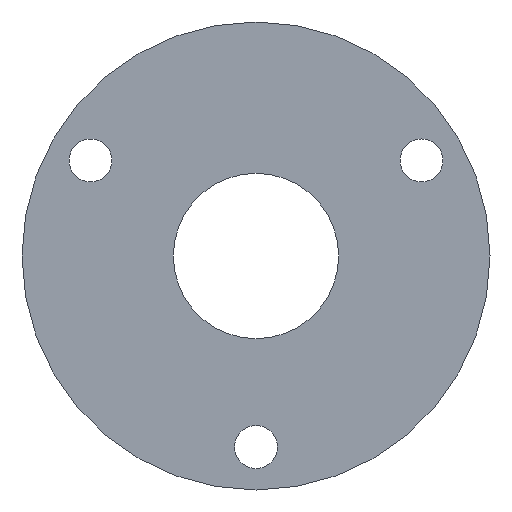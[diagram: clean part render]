
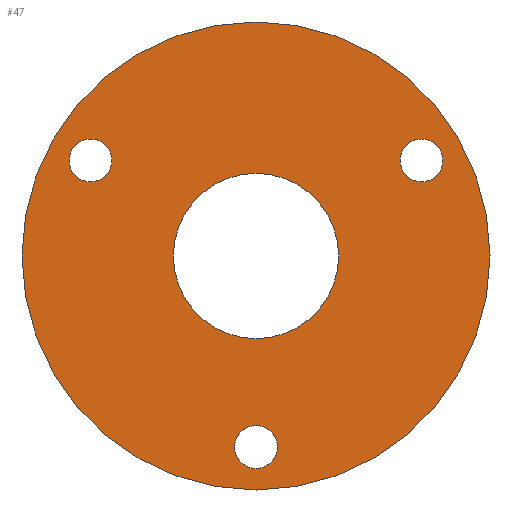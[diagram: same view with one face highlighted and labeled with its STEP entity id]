
A CAD part, front view. The second image highlights one B-rep face of the part: STEP entity #47.
In plain terms, the highlighted planar face has unit normal (0, -1, 0).
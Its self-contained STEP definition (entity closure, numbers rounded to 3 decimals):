
#2 = DIRECTION ( 'NONE',  ( 0., 1., 0. ) ) ;
#5 = EDGE_CURVE ( 'NONE', #252, #175, #228, .T. ) ;
#8 = DIRECTION ( 'NONE',  ( 0., 0., 1. ) ) ;
#10 = AXIS2_PLACEMENT_3D ( 'NONE', #34, #327, #186 ) ;
#12 = DIRECTION ( 'NONE',  ( 0., 0., 1. ) ) ;
#15 = EDGE_LOOP ( 'NONE', ( #19, #145 ) ) ;
#17 = AXIS2_PLACEMENT_3D ( 'NONE', #291, #157, #226 ) ;
#19 = ORIENTED_EDGE ( 'NONE', *, *, #36, .F. ) ;
#24 = EDGE_LOOP ( 'NONE', ( #182, #381 ) ) ;
#25 = EDGE_CURVE ( 'NONE', #363, #148, #209, .T. ) ;
#30 = EDGE_LOOP ( 'NONE', ( #310, #384 ) ) ;
#32 = EDGE_LOOP ( 'NONE', ( #97, #466 ) ) ;
#34 = CARTESIAN_POINT ( 'NONE',  ( 42.435, 0., 24.5 ) ) ;
#36 = EDGE_CURVE ( 'NONE', #326, #247, #377, .T. ) ;
#43 = CARTESIAN_POINT ( 'NONE',  ( 0., 0., 0. ) ) ;
#45 = CARTESIAN_POINT ( 'NONE',  ( -42.435, 0., 30. ) ) ;
#47 = ADVANCED_FACE ( 'NONE', ( #331, #236, #395, #163, #368 ), #301, .F. ) ;
#54 = EDGE_CURVE ( 'NONE', #459, #90, #253, .T. ) ;
#58 = VERTEX_POINT ( 'NONE', #197 ) ;
#65 = CIRCLE ( 'NONE', #332, 21.2 ) ;
#72 = CARTESIAN_POINT ( 'NONE',  ( 0., 0., 0. ) ) ;
#77 = DIRECTION ( 'NONE',  ( 0., 1., 0. ) ) ;
#90 = VERTEX_POINT ( 'NONE', #45 ) ;
#95 = EDGE_CURVE ( 'NONE', #90, #459, #399, .T. ) ;
#97 = ORIENTED_EDGE ( 'NONE', *, *, #95, .T. ) ;
#98 = CIRCLE ( 'NONE', #231, 5.5 ) ;
#102 = VERTEX_POINT ( 'NONE', #403 ) ;
#103 = CIRCLE ( 'NONE', #17, 60. ) ;
#123 = DIRECTION ( 'NONE',  ( 0., 1., 0. ) ) ;
#126 = DIRECTION ( 'NONE',  ( 0., 1., 0. ) ) ;
#130 = AXIS2_PLACEMENT_3D ( 'NONE', #303, #271, #290 ) ;
#138 = AXIS2_PLACEMENT_3D ( 'NONE', #43, #2, #296 ) ;
#139 = CARTESIAN_POINT ( 'NONE',  ( 0., 0., -54.5 ) ) ;
#145 = ORIENTED_EDGE ( 'NONE', *, *, #219, .F. ) ;
#148 = VERTEX_POINT ( 'NONE', #139 ) ;
#157 = DIRECTION ( 'NONE',  ( 0., 1., 0. ) ) ;
#161 = DIRECTION ( 'NONE',  ( 0., 0., 1. ) ) ;
#163 = FACE_BOUND ( 'NONE', #30, .T. ) ;
#175 = VERTEX_POINT ( 'NONE', #220 ) ;
#182 = ORIENTED_EDGE ( 'NONE', *, *, #5, .T. ) ;
#185 = AXIS2_PLACEMENT_3D ( 'NONE', #298, #440, #8 ) ;
#186 = DIRECTION ( 'NONE',  ( 0., 0., 1. ) ) ;
#187 = EDGE_CURVE ( 'NONE', #175, #252, #65, .T. ) ;
#194 = DIRECTION ( 'NONE',  ( 0., 1., 0. ) ) ;
#195 = AXIS2_PLACEMENT_3D ( 'NONE', #289, #255, #427 ) ;
#196 = DIRECTION ( 'NONE',  ( 0., 0., 1. ) ) ;
#197 = CARTESIAN_POINT ( 'NONE',  ( 42.435, 0., 19. ) ) ;
#201 = CARTESIAN_POINT ( 'NONE',  ( 0., 0., 0. ) ) ;
#209 = CIRCLE ( 'NONE', #344, 5.5 ) ;
#219 = EDGE_CURVE ( 'NONE', #247, #326, #103, .T. ) ;
#220 = CARTESIAN_POINT ( 'NONE',  ( 0., 0., -21.2 ) ) ;
#226 = DIRECTION ( 'NONE',  ( 0., 0., 1. ) ) ;
#228 = CIRCLE ( 'NONE', #195, 21.2 ) ;
#229 = DIRECTION ( 'NONE',  ( 0., 0., 1. ) ) ;
#231 = AXIS2_PLACEMENT_3D ( 'NONE', #367, #123, #12 ) ;
#236 = FACE_BOUND ( 'NONE', #32, .T. ) ;
#247 = VERTEX_POINT ( 'NONE', #251 ) ;
#249 = EDGE_CURVE ( 'NONE', #102, #58, #463, .T. ) ;
#251 = CARTESIAN_POINT ( 'NONE',  ( 0., 0., 60. ) ) ;
#252 = VERTEX_POINT ( 'NONE', #429 ) ;
#253 = CIRCLE ( 'NONE', #185, 5.5 ) ;
#255 = DIRECTION ( 'NONE',  ( 0., 1., 0. ) ) ;
#260 = AXIS2_PLACEMENT_3D ( 'NONE', #333, #126, #196 ) ;
#270 = DIRECTION ( 'NONE',  ( 0., 0., 1. ) ) ;
#271 = DIRECTION ( 'NONE',  ( 0., 1., 0. ) ) ;
#272 = CARTESIAN_POINT ( 'NONE',  ( -42.435, 0., 19. ) ) ;
#284 = AXIS2_PLACEMENT_3D ( 'NONE', #201, #77, #161 ) ;
#288 = EDGE_CURVE ( 'NONE', #58, #102, #339, .T. ) ;
#289 = CARTESIAN_POINT ( 'NONE',  ( 0., 0., 0. ) ) ;
#290 = DIRECTION ( 'NONE',  ( 0., 0., 1. ) ) ;
#291 = CARTESIAN_POINT ( 'NONE',  ( 0., 0., 0. ) ) ;
#296 = DIRECTION ( 'NONE',  ( 0., 0., 1. ) ) ;
#298 = CARTESIAN_POINT ( 'NONE',  ( -42.435, 0., 24.5 ) ) ;
#301 = PLANE ( 'NONE',  #138 ) ;
#303 = CARTESIAN_POINT ( 'NONE',  ( -42.435, 0., 24.5 ) ) ;
#310 = ORIENTED_EDGE ( 'NONE', *, *, #25, .T. ) ;
#314 = EDGE_CURVE ( 'NONE', #148, #363, #98, .T. ) ;
#326 = VERTEX_POINT ( 'NONE', #445 ) ;
#327 = DIRECTION ( 'NONE',  ( 0., 1., 0. ) ) ;
#331 = FACE_BOUND ( 'NONE', #24, .T. ) ;
#332 = AXIS2_PLACEMENT_3D ( 'NONE', #72, #391, #229 ) ;
#333 = CARTESIAN_POINT ( 'NONE',  ( 42.435, 0., 24.5 ) ) ;
#339 = CIRCLE ( 'NONE', #260, 5.5 ) ;
#344 = AXIS2_PLACEMENT_3D ( 'NONE', #405, #194, #270 ) ;
#352 = ORIENTED_EDGE ( 'NONE', *, *, #249, .T. ) ;
#363 = VERTEX_POINT ( 'NONE', #370 ) ;
#367 = CARTESIAN_POINT ( 'NONE',  ( 0., 0., -49. ) ) ;
#368 = FACE_OUTER_BOUND ( 'NONE', #15, .T. ) ;
#370 = CARTESIAN_POINT ( 'NONE',  ( 0., 0., -43.5 ) ) ;
#377 = CIRCLE ( 'NONE', #284, 60. ) ;
#381 = ORIENTED_EDGE ( 'NONE', *, *, #187, .T. ) ;
#384 = ORIENTED_EDGE ( 'NONE', *, *, #314, .T. ) ;
#391 = DIRECTION ( 'NONE',  ( 0., 1., 0. ) ) ;
#395 = FACE_BOUND ( 'NONE', #431, .T. ) ;
#399 = CIRCLE ( 'NONE', #130, 5.5 ) ;
#403 = CARTESIAN_POINT ( 'NONE',  ( 42.435, 0., 30. ) ) ;
#405 = CARTESIAN_POINT ( 'NONE',  ( 0., 0., -49. ) ) ;
#424 = ORIENTED_EDGE ( 'NONE', *, *, #288, .T. ) ;
#427 = DIRECTION ( 'NONE',  ( 0., 0., 1. ) ) ;
#429 = CARTESIAN_POINT ( 'NONE',  ( 0., 0., 21.2 ) ) ;
#431 = EDGE_LOOP ( 'NONE', ( #352, #424 ) ) ;
#440 = DIRECTION ( 'NONE',  ( 0., 1., 0. ) ) ;
#445 = CARTESIAN_POINT ( 'NONE',  ( 0., 0., -60. ) ) ;
#459 = VERTEX_POINT ( 'NONE', #272 ) ;
#463 = CIRCLE ( 'NONE', #10, 5.5 ) ;
#466 = ORIENTED_EDGE ( 'NONE', *, *, #54, .T. ) ;
